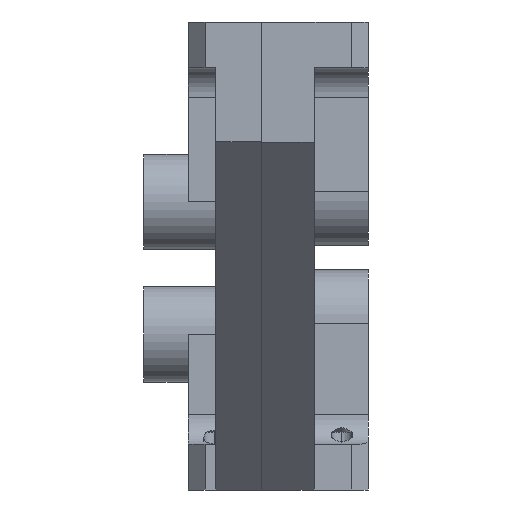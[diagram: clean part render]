
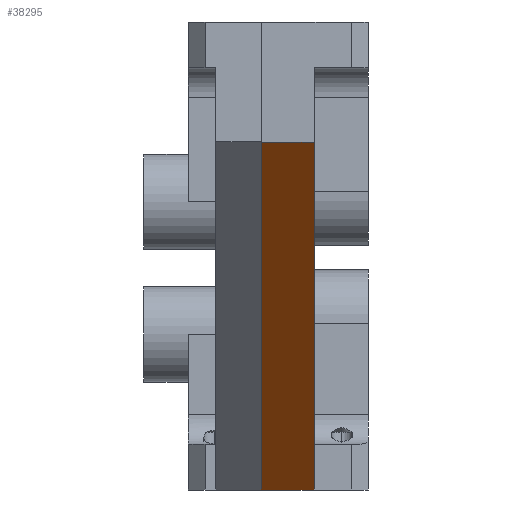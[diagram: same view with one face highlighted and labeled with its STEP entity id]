
A CAD part, left-side view. The second image highlights one B-rep face of the part: STEP entity #38295.
In plain terms, the highlighted planar face has unit normal (-0.707, 0, -0.707).
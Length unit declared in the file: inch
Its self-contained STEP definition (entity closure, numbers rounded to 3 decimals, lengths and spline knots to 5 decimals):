
#1170 = VECTOR ( 'NONE', #30849, 39.37008 ) ;
#1223 = EDGE_CURVE ( 'NONE', #5821, #21973, #17523, .T. ) ;
#1495 = CARTESIAN_POINT ( 'NONE',  ( -1.55, -0.22, -1.7 ) ) ;
#1663 = AXIS2_PLACEMENT_3D ( 'NONE', #32899, #36103, #29785 ) ;
#2405 = CARTESIAN_POINT ( 'NONE',  ( -1.55, -0.22, -1.7 ) ) ;
#3887 = PLANE ( 'NONE',  #1663 ) ;
#5821 = VERTEX_POINT ( 'NONE', #21103 ) ;
#6091 = ORIENTED_EDGE ( 'NONE', *, *, #1223, .F. ) ;
#6815 = CARTESIAN_POINT ( 'NONE',  ( -1.55, 0., -1.7 ) ) ;
#9575 = ORIENTED_EDGE ( 'NONE', *, *, #38303, .T. ) ;
#10779 = EDGE_CURVE ( 'NONE', #20800, #21973, #27773, .T. ) ;
#11026 = DIRECTION ( 'NONE',  ( 0., 1., 0. ) ) ;
#12657 = DIRECTION ( 'NONE',  ( 0.707, 0., -0.707 ) ) ;
#14506 = CARTESIAN_POINT ( 'NONE',  ( -3., -0.22, -0.25 ) ) ;
#15319 = CARTESIAN_POINT ( 'NONE',  ( -3., -0.22, -0.25 ) ) ;
#17340 = EDGE_CURVE ( 'NONE', #22857, #5821, #20218, .T. ) ;
#17523 = LINE ( 'NONE', #2405, #37159 ) ;
#18089 = DIRECTION ( 'NONE',  ( 0., 1., 0. ) ) ;
#20218 = LINE ( 'NONE', #1495, #1170 ) ;
#20800 = VERTEX_POINT ( 'NONE', #31865 ) ;
#21103 = CARTESIAN_POINT ( 'NONE',  ( -1.55, -0.22, -1.7 ) ) ;
#21973 = VERTEX_POINT ( 'NONE', #6815 ) ;
#22857 = VERTEX_POINT ( 'NONE', #15319 ) ;
#23028 = FACE_OUTER_BOUND ( 'NONE', #24636, .T. ) ;
#24636 = EDGE_LOOP ( 'NONE', ( #29148, #6091, #31718, #9575 ) ) ;
#25050 = VECTOR ( 'NONE', #11026, 39.37008 ) ;
#27773 = LINE ( 'NONE', #38668, #29270 ) ;
#29148 = ORIENTED_EDGE ( 'NONE', *, *, #10779, .T. ) ;
#29270 = VECTOR ( 'NONE', #12657, 39.37008 ) ;
#29785 = DIRECTION ( 'NONE',  ( -0.707, 0., 0.707 ) ) ;
#30849 = DIRECTION ( 'NONE',  ( 0.707, 0., -0.707 ) ) ;
#31718 = ORIENTED_EDGE ( 'NONE', *, *, #17340, .F. ) ;
#31865 = CARTESIAN_POINT ( 'NONE',  ( -3., 0., -0.25 ) ) ;
#32899 = CARTESIAN_POINT ( 'NONE',  ( -1.55, -0.22, -1.7 ) ) ;
#36103 = DIRECTION ( 'NONE',  ( 0.707, 0., 0.707 ) ) ;
#37159 = VECTOR ( 'NONE', #18089, 39.37008 ) ;
#38295 = ADVANCED_FACE ( 'NONE', ( #23028 ), #3887, .F. ) ;
#38303 = EDGE_CURVE ( 'NONE', #22857, #20800, #40127, .T. ) ;
#38668 = CARTESIAN_POINT ( 'NONE',  ( -1.55, 0., -1.7 ) ) ;
#40127 = LINE ( 'NONE', #14506, #25050 ) ;
